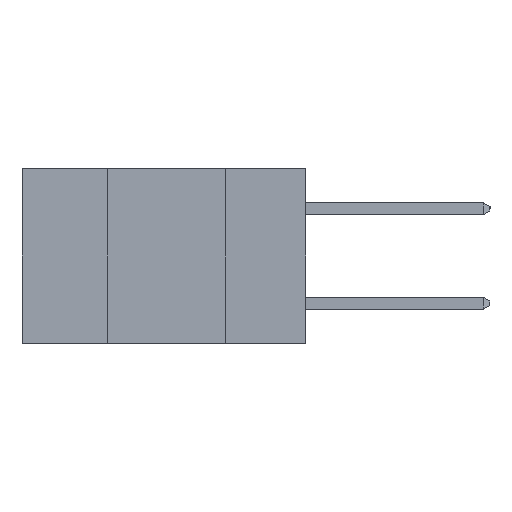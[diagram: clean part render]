
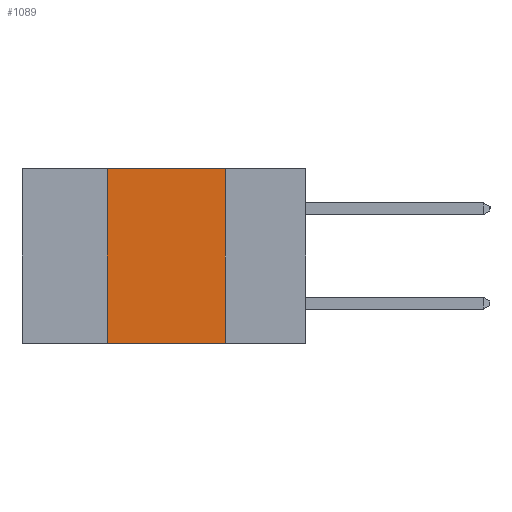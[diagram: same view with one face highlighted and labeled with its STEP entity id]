
A CAD part, left-side view. The second image highlights one B-rep face of the part: STEP entity #1089.
In plain terms, the highlighted planar face has unit normal (-1, 0, 0).
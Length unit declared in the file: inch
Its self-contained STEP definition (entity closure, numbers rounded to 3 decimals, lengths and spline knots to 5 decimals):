
#161 = EDGE_LOOP ( 'NONE', ( #1021, #8722, #480, #1785 ) ) ;
#228 = CARTESIAN_POINT ( 'NONE',  ( 0., 0.17, -0.37 ) ) ;
#326 = DIRECTION ( 'NONE',  ( 0., -1., 0. ) ) ;
#480 = ORIENTED_EDGE ( 'NONE', *, *, #8064, .F. ) ;
#773 = VERTEX_POINT ( 'NONE', #7052 ) ;
#968 = DIRECTION ( 'NONE',  ( 1., 0., 0. ) ) ;
#1021 = ORIENTED_EDGE ( 'NONE', *, *, #6645, .F. ) ;
#1089 = ADVANCED_FACE ( 'NONE', ( #4628 ), #3070, .F. ) ;
#1785 = ORIENTED_EDGE ( 'NONE', *, *, #4565, .T. ) ;
#1809 = DIRECTION ( 'NONE',  ( 0., 0., 1. ) ) ;
#2350 = VERTEX_POINT ( 'NONE', #6995 ) ;
#2373 = LINE ( 'NONE', #2566, #3988 ) ;
#2459 = CARTESIAN_POINT ( 'NONE',  ( 0., 0.17, -0.37 ) ) ;
#2566 = CARTESIAN_POINT ( 'NONE',  ( 0., 0.42, -0.37 ) ) ;
#3070 = PLANE ( 'NONE',  #4645 ) ;
#3115 = CARTESIAN_POINT ( 'NONE',  ( 0., 0.6, 0. ) ) ;
#3441 = VECTOR ( 'NONE', #326, 39.37008 ) ;
#3805 = CARTESIAN_POINT ( 'NONE',  ( 0., 0.42, 0. ) ) ;
#3988 = VECTOR ( 'NONE', #1809, 39.37008 ) ;
#4207 = EDGE_CURVE ( 'NONE', #8854, #2350, #6304, .T. ) ;
#4565 = EDGE_CURVE ( 'NONE', #773, #6308, #9292, .T. ) ;
#4628 = FACE_OUTER_BOUND ( 'NONE', #161, .T. ) ;
#4645 = AXIS2_PLACEMENT_3D ( 'NONE', #3115, #968, #7581 ) ;
#6304 = LINE ( 'NONE', #7131, #3441 ) ;
#6308 = VERTEX_POINT ( 'NONE', #228 ) ;
#6645 = EDGE_CURVE ( 'NONE', #2350, #6308, #6801, .T. ) ;
#6801 = LINE ( 'NONE', #2459, #7872 ) ;
#6995 = CARTESIAN_POINT ( 'NONE',  ( 0., 0.17, 0. ) ) ;
#7052 = CARTESIAN_POINT ( 'NONE',  ( 0., 0.42, -0.37 ) ) ;
#7076 = DIRECTION ( 'NONE',  ( 0., -1., 0. ) ) ;
#7131 = CARTESIAN_POINT ( 'NONE',  ( 0., 0.6, 0. ) ) ;
#7528 = VECTOR ( 'NONE', #7076, 39.37008 ) ;
#7581 = DIRECTION ( 'NONE',  ( 0., 0., -1. ) ) ;
#7872 = VECTOR ( 'NONE', #8304, 39.37008 ) ;
#8064 = EDGE_CURVE ( 'NONE', #773, #8854, #2373, .T. ) ;
#8304 = DIRECTION ( 'NONE',  ( 0., 0., -1. ) ) ;
#8602 = CARTESIAN_POINT ( 'NONE',  ( 0., 0.6, -0.37 ) ) ;
#8722 = ORIENTED_EDGE ( 'NONE', *, *, #4207, .F. ) ;
#8854 = VERTEX_POINT ( 'NONE', #3805 ) ;
#9292 = LINE ( 'NONE', #8602, #7528 ) ;
